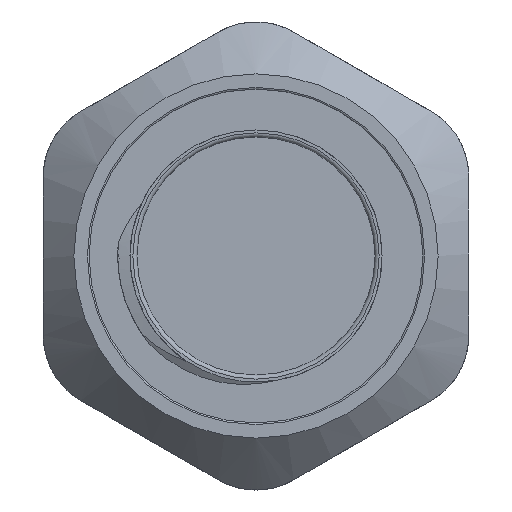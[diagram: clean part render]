
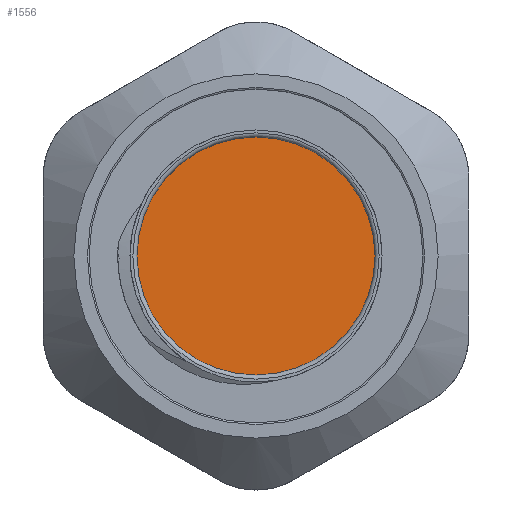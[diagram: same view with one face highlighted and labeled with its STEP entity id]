
A CAD part, front view. The second image highlights one B-rep face of the part: STEP entity #1556.
In plain terms, the highlighted planar face has unit normal (0, -1, 0).
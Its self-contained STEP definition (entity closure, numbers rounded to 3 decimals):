
#106=PLANE('',#1686);
#141=FACE_OUTER_BOUND('',#238,.T.);
#238=EDGE_LOOP('',(#984));
#404=CIRCLE('',#1687,14.55);
#595=VERTEX_POINT('',#2455);
#747=EDGE_CURVE('',#595,#595,#404,.T.);
#984=ORIENTED_EDGE('',*,*,#747,.T.);
#1556=ADVANCED_FACE('',(#141),#106,.F.);
#1686=AXIS2_PLACEMENT_3D('',#2454,#1873,#1874);
#1687=AXIS2_PLACEMENT_3D('',#2456,#1875,#1876);
#1873=DIRECTION('center_axis',(0.,1.,0.));
#1874=DIRECTION('ref_axis',(0.,0.,1.));
#1875=DIRECTION('center_axis',(0.,-1.,0.));
#1876=DIRECTION('ref_axis',(0.174,0.,-0.985));
#2454=CARTESIAN_POINT('Origin',(-94.37,57.995,-0.658));
#2455=CARTESIAN_POINT('',(-96.897,57.995,13.671));
#2456=CARTESIAN_POINT('Origin',(-94.37,57.995,-0.658));
